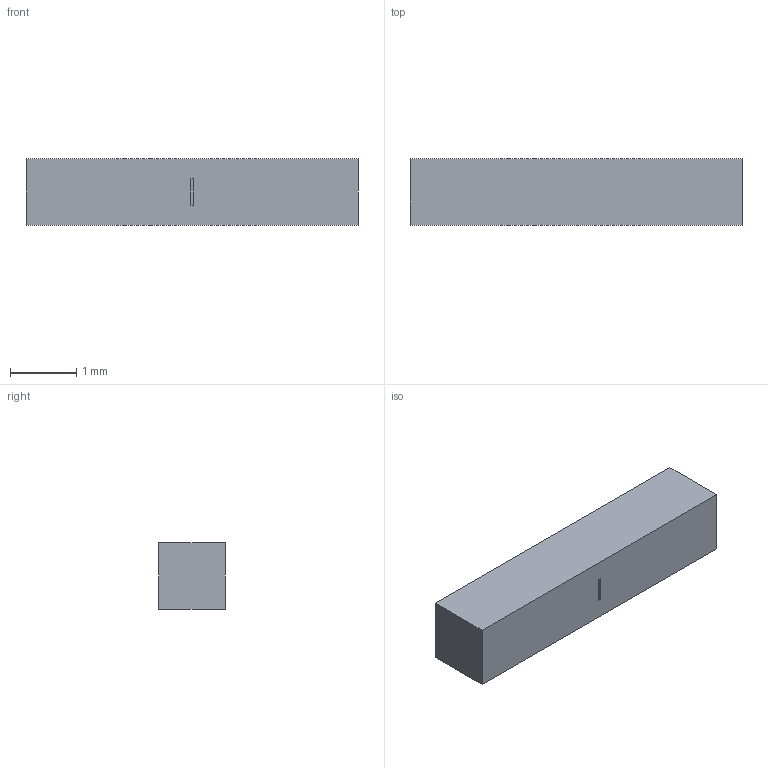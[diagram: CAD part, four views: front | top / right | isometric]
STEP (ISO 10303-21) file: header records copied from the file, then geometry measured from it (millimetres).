
FILE_DESCRIPTION(('Open CASCADE Model'),'2;1');
FILE_NAME('Open CASCADE Shape Model','2017-06-12T12:32:04',('Author'),( 'Open CASCADE'),'Open CASCADE STEP processor 6.5','Open CASCADE 6.5' ,'Unknown');
FILE_SCHEMA(('AUTOMOTIVE_DESIGN_CC2 { 1 2 10303 214 -1 1 5 4 }'));
Length unit declared in the file: millimetre
Products named in the file (1): Open CASCADE STEP translator 6.5 1
Bounding box: 5 x 1 x 1 mm (x, y, z)
Surface area: 22.4 mm2 (no closed solid volume)
Topology: 0 solids, 1 shells, 11 faces, 24 edges, 16 vertices
Faces by surface type: bspline 11
Entity records: 665 total; most frequent: CARTESIAN_POINT 322, B_SPLINE_CURVE_WITH_KNOTS 72, ORIENTED_EDGE 48, PCURVE 48, DEFINITIONAL_REPRESENTATION 48, EDGE_CURVE 24, SURFACE_CURVE 24, VERTEX_POINT 16
